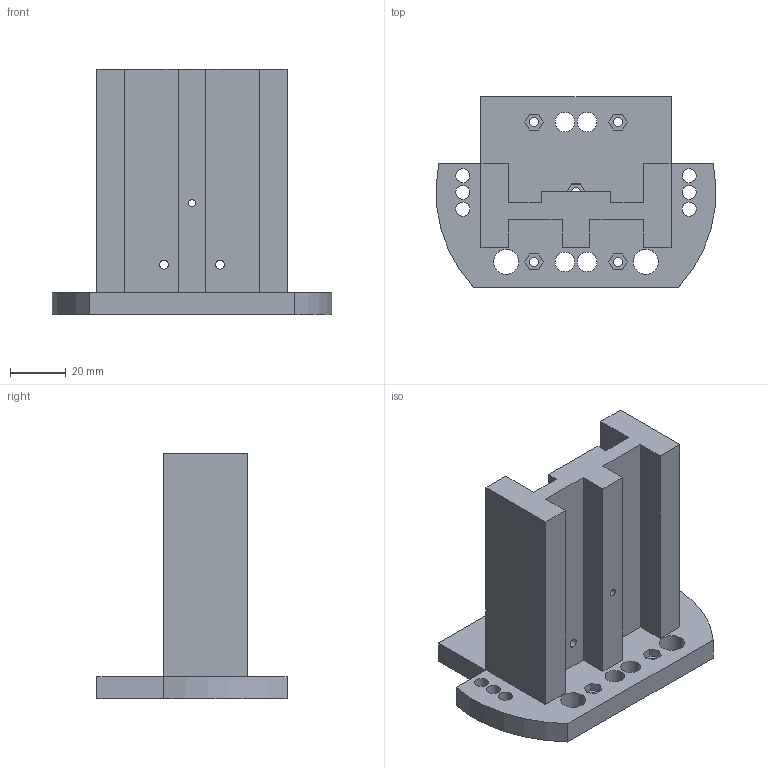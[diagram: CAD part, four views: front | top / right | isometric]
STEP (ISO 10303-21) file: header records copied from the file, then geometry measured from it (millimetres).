
FILE_DESCRIPTION(/* description */ (''),/* implementation_level */ '2;1');
FILE_NAME(/* name */ 'ControllerHolder.step',/* time_stamp */ '2025-07-02T19:55:24+02:00',/* author */ (''),/* organization */ (''),/* preprocessor_version */ 'ST-DEVELOPER v20.1',/* originating_system */ 'Autodesk Translation Framework v14.10.0.0',/* authorisation */ '');
FILE_SCHEMA (('AUTOMOTIVE_DESIGN { 1 0 10303 214 3 1 1 }'));
Length unit declared in the file: millimetre
Products named in the file (1): ControllerHolder
Bounding box: 100.06 x 68 x 88 mm (x, y, z)
Volume: 128225.1 mm3; surface area: 37951.3 mm2
Topology: 1 solids, 1 shells, 92 faces, 249 edges, 164 vertices
Faces by surface type: plane 69, cylinder 22, cone 1
Full cylindrical faces by diameter (mm): 2.5 x1, 3.2 x7, 5 x6, 7 x4, 9 x2
Entity records: 2978 total; most frequent: CARTESIAN_POINT 505, ORIENTED_EDGE 496, DIRECTION 479, EDGE_CURVE 248, LINE 203, VECTOR 203, VERTEX_POINT 164, EDGE_LOOP 138
